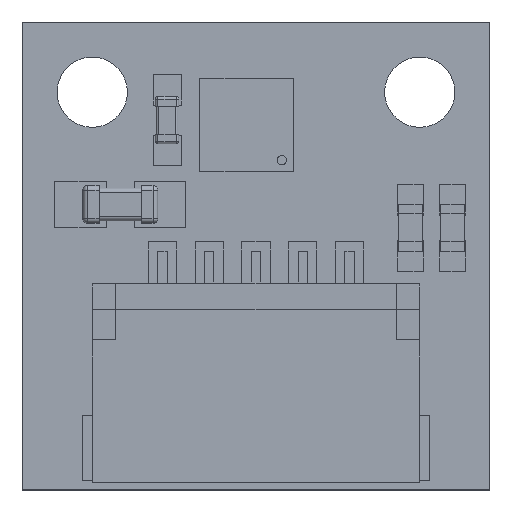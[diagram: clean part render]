
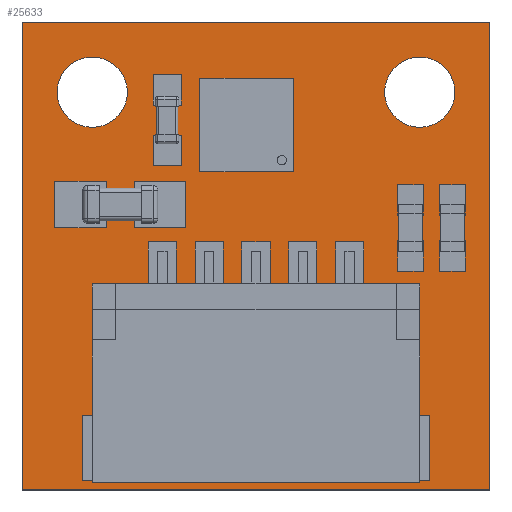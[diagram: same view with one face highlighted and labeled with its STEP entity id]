
A CAD part, top view. The second image highlights one B-rep face of the part: STEP entity #25633.
In plain terms, the highlighted planar face has unit normal (0, 0, 1).
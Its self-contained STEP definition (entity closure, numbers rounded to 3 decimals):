
#25157 = VERTEX_POINT('',#25158);
#25158 = CARTESIAN_POINT('',(15.,10.,0.6));
#25165 = PLANE('',#25166);
#25166 = AXIS2_PLACEMENT_3D('',#25167,#25168,#25169);
#25167 = CARTESIAN_POINT('',(15.,10.,0.));
#25168 = DIRECTION('',(0.,1.,0.));
#25169 = DIRECTION('',(1.,0.,0.));
#25177 = PLANE('',#25178);
#25178 = AXIS2_PLACEMENT_3D('',#25179,#25180,#25181);
#25179 = CARTESIAN_POINT('',(15.,20.,0.));
#25180 = DIRECTION('',(1.,0.,0.));
#25181 = DIRECTION('',(0.,-1.,0.));
#25189 = EDGE_CURVE('',#25157,#25190,#25192,.T.);
#25190 = VERTEX_POINT('',#25191);
#25191 = CARTESIAN_POINT('',(25.,10.,0.6));
#25192 = SURFACE_CURVE('',#25193,(#25197,#25204),.PCURVE_S1.);
#25193 = LINE('',#25194,#25195);
#25194 = CARTESIAN_POINT('',(15.,10.,0.6));
#25195 = VECTOR('',#25196,1.);
#25196 = DIRECTION('',(1.,0.,0.));
#25197 = PCURVE('',#25165,#25198);
#25198 = DEFINITIONAL_REPRESENTATION('',(#25199),#25203);
#25199 = LINE('',#25200,#25201);
#25200 = CARTESIAN_POINT('',(0.,-0.6));
#25201 = VECTOR('',#25202,1.);
#25202 = DIRECTION('',(1.,0.));
#25203 = ( GEOMETRIC_REPRESENTATION_CONTEXT(2) 
PARAMETRIC_REPRESENTATION_CONTEXT() REPRESENTATION_CONTEXT('2D SPACE',''
  ) );
#25204 = PCURVE('',#25205,#25210);
#25205 = PLANE('',#25206);
#25206 = AXIS2_PLACEMENT_3D('',#25207,#25208,#25209);
#25207 = CARTESIAN_POINT('',(20.,15.,0.6));
#25208 = DIRECTION('',(0.,0.,1.));
#25209 = DIRECTION('',(1.,0.,-0.));
#25210 = DEFINITIONAL_REPRESENTATION('',(#25211),#25215);
#25211 = LINE('',#25212,#25213);
#25212 = CARTESIAN_POINT('',(-5.,-5.));
#25213 = VECTOR('',#25214,1.);
#25214 = DIRECTION('',(1.,0.));
#25215 = ( GEOMETRIC_REPRESENTATION_CONTEXT(2) 
PARAMETRIC_REPRESENTATION_CONTEXT() REPRESENTATION_CONTEXT('2D SPACE',''
  ) );
#25233 = PLANE('',#25234);
#25234 = AXIS2_PLACEMENT_3D('',#25235,#25236,#25237);
#25235 = CARTESIAN_POINT('',(25.,10.,0.));
#25236 = DIRECTION('',(-1.,0.,0.));
#25237 = DIRECTION('',(0.,1.,0.));
#25277 = VERTEX_POINT('',#25278);
#25278 = CARTESIAN_POINT('',(15.,20.,0.6));
#25292 = PLANE('',#25293);
#25293 = AXIS2_PLACEMENT_3D('',#25294,#25295,#25296);
#25294 = CARTESIAN_POINT('',(25.,20.,0.));
#25295 = DIRECTION('',(0.,-1.,0.));
#25296 = DIRECTION('',(-1.,0.,0.));
#25304 = EDGE_CURVE('',#25277,#25157,#25305,.T.);
#25305 = SURFACE_CURVE('',#25306,(#25310,#25317),.PCURVE_S1.);
#25306 = LINE('',#25307,#25308);
#25307 = CARTESIAN_POINT('',(15.,20.,0.6));
#25308 = VECTOR('',#25309,1.);
#25309 = DIRECTION('',(0.,-1.,0.));
#25310 = PCURVE('',#25177,#25311);
#25311 = DEFINITIONAL_REPRESENTATION('',(#25312),#25316);
#25312 = LINE('',#25313,#25314);
#25313 = CARTESIAN_POINT('',(0.,-0.6));
#25314 = VECTOR('',#25315,1.);
#25315 = DIRECTION('',(1.,0.));
#25316 = ( GEOMETRIC_REPRESENTATION_CONTEXT(2) 
PARAMETRIC_REPRESENTATION_CONTEXT() REPRESENTATION_CONTEXT('2D SPACE',''
  ) );
#25317 = PCURVE('',#25205,#25318);
#25318 = DEFINITIONAL_REPRESENTATION('',(#25319),#25323);
#25319 = LINE('',#25320,#25321);
#25320 = CARTESIAN_POINT('',(-5.,5.));
#25321 = VECTOR('',#25322,1.);
#25322 = DIRECTION('',(0.,-1.));
#25323 = ( GEOMETRIC_REPRESENTATION_CONTEXT(2) 
PARAMETRIC_REPRESENTATION_CONTEXT() REPRESENTATION_CONTEXT('2D SPACE',''
  ) );
#25351 = EDGE_CURVE('',#25190,#25352,#25354,.T.);
#25352 = VERTEX_POINT('',#25353);
#25353 = CARTESIAN_POINT('',(25.,20.,0.6));
#25354 = SURFACE_CURVE('',#25355,(#25359,#25366),.PCURVE_S1.);
#25355 = LINE('',#25356,#25357);
#25356 = CARTESIAN_POINT('',(25.,10.,0.6));
#25357 = VECTOR('',#25358,1.);
#25358 = DIRECTION('',(0.,1.,0.));
#25359 = PCURVE('',#25233,#25360);
#25360 = DEFINITIONAL_REPRESENTATION('',(#25361),#25365);
#25361 = LINE('',#25362,#25363);
#25362 = CARTESIAN_POINT('',(0.,-0.6));
#25363 = VECTOR('',#25364,1.);
#25364 = DIRECTION('',(1.,0.));
#25365 = ( GEOMETRIC_REPRESENTATION_CONTEXT(2) 
PARAMETRIC_REPRESENTATION_CONTEXT() REPRESENTATION_CONTEXT('2D SPACE',''
  ) );
#25366 = PCURVE('',#25205,#25367);
#25367 = DEFINITIONAL_REPRESENTATION('',(#25368),#25372);
#25368 = LINE('',#25369,#25370);
#25369 = CARTESIAN_POINT('',(5.,-5.));
#25370 = VECTOR('',#25371,1.);
#25371 = DIRECTION('',(0.,1.));
#25372 = ( GEOMETRIC_REPRESENTATION_CONTEXT(2) 
PARAMETRIC_REPRESENTATION_CONTEXT() REPRESENTATION_CONTEXT('2D SPACE',''
  ) );
#25422 = EDGE_CURVE('',#25352,#25277,#25423,.T.);
#25423 = SURFACE_CURVE('',#25424,(#25428,#25435),.PCURVE_S1.);
#25424 = LINE('',#25425,#25426);
#25425 = CARTESIAN_POINT('',(25.,20.,0.6));
#25426 = VECTOR('',#25427,1.);
#25427 = DIRECTION('',(-1.,0.,0.));
#25428 = PCURVE('',#25292,#25429);
#25429 = DEFINITIONAL_REPRESENTATION('',(#25430),#25434);
#25430 = LINE('',#25431,#25432);
#25431 = CARTESIAN_POINT('',(0.,-0.6));
#25432 = VECTOR('',#25433,1.);
#25433 = DIRECTION('',(1.,0.));
#25434 = ( GEOMETRIC_REPRESENTATION_CONTEXT(2) 
PARAMETRIC_REPRESENTATION_CONTEXT() REPRESENTATION_CONTEXT('2D SPACE',''
  ) );
#25435 = PCURVE('',#25205,#25436);
#25436 = DEFINITIONAL_REPRESENTATION('',(#25437),#25441);
#25437 = LINE('',#25438,#25439);
#25438 = CARTESIAN_POINT('',(5.,5.));
#25439 = VECTOR('',#25440,1.);
#25440 = DIRECTION('',(-1.,0.));
#25441 = ( GEOMETRIC_REPRESENTATION_CONTEXT(2) 
PARAMETRIC_REPRESENTATION_CONTEXT() REPRESENTATION_CONTEXT('2D SPACE',''
  ) );
#25478 = CYLINDRICAL_SURFACE('',#25479,0.751);
#25479 = AXIS2_PLACEMENT_3D('',#25480,#25481,#25482);
#25480 = CARTESIAN_POINT('',(16.5,18.5,0.));
#25481 = DIRECTION('',(-0.,-0.,-1.));
#25482 = DIRECTION('',(1.,0.,0.));
#25498 = VERTEX_POINT('',#25499);
#25499 = CARTESIAN_POINT('',(17.251,18.5,0.6));
#25520 = EDGE_CURVE('',#25498,#25498,#25521,.T.);
#25521 = SURFACE_CURVE('',#25522,(#25527,#25534),.PCURVE_S1.);
#25522 = CIRCLE('',#25523,0.751);
#25523 = AXIS2_PLACEMENT_3D('',#25524,#25525,#25526);
#25524 = CARTESIAN_POINT('',(16.5,18.5,0.6));
#25525 = DIRECTION('',(0.,0.,1.));
#25526 = DIRECTION('',(1.,0.,-0.));
#25527 = PCURVE('',#25478,#25528);
#25528 = DEFINITIONAL_REPRESENTATION('',(#25529),#25533);
#25529 = LINE('',#25530,#25531);
#25530 = CARTESIAN_POINT('',(6.283,-0.6));
#25531 = VECTOR('',#25532,1.);
#25532 = DIRECTION('',(-1.,0.));
#25533 = ( GEOMETRIC_REPRESENTATION_CONTEXT(2) 
PARAMETRIC_REPRESENTATION_CONTEXT() REPRESENTATION_CONTEXT('2D SPACE',''
  ) );
#25534 = PCURVE('',#25205,#25535);
#25535 = DEFINITIONAL_REPRESENTATION('',(#25536),#25540);
#25536 = CIRCLE('',#25537,0.751);
#25537 = AXIS2_PLACEMENT_2D('',#25538,#25539);
#25538 = CARTESIAN_POINT('',(-3.5,3.5));
#25539 = DIRECTION('',(1.,0.));
#25540 = ( GEOMETRIC_REPRESENTATION_CONTEXT(2) 
PARAMETRIC_REPRESENTATION_CONTEXT() REPRESENTATION_CONTEXT('2D SPACE',''
  ) );
#25556 = CYLINDRICAL_SURFACE('',#25557,0.751);
#25557 = AXIS2_PLACEMENT_3D('',#25558,#25559,#25560);
#25558 = CARTESIAN_POINT('',(23.5,18.5,0.));
#25559 = DIRECTION('',(-0.,-0.,-1.));
#25560 = DIRECTION('',(1.,0.,0.));
#25576 = VERTEX_POINT('',#25577);
#25577 = CARTESIAN_POINT('',(24.251,18.5,0.6));
#25598 = EDGE_CURVE('',#25576,#25576,#25599,.T.);
#25599 = SURFACE_CURVE('',#25600,(#25605,#25612),.PCURVE_S1.);
#25600 = CIRCLE('',#25601,0.751);
#25601 = AXIS2_PLACEMENT_3D('',#25602,#25603,#25604);
#25602 = CARTESIAN_POINT('',(23.5,18.5,0.6));
#25603 = DIRECTION('',(0.,0.,1.));
#25604 = DIRECTION('',(1.,0.,-0.));
#25605 = PCURVE('',#25556,#25606);
#25606 = DEFINITIONAL_REPRESENTATION('',(#25607),#25611);
#25607 = LINE('',#25608,#25609);
#25608 = CARTESIAN_POINT('',(6.283,-0.6));
#25609 = VECTOR('',#25610,1.);
#25610 = DIRECTION('',(-1.,0.));
#25611 = ( GEOMETRIC_REPRESENTATION_CONTEXT(2) 
PARAMETRIC_REPRESENTATION_CONTEXT() REPRESENTATION_CONTEXT('2D SPACE',''
  ) );
#25612 = PCURVE('',#25205,#25613);
#25613 = DEFINITIONAL_REPRESENTATION('',(#25614),#25618);
#25614 = CIRCLE('',#25615,0.751);
#25615 = AXIS2_PLACEMENT_2D('',#25616,#25617);
#25616 = CARTESIAN_POINT('',(3.5,3.5));
#25617 = DIRECTION('',(1.,0.));
#25618 = ( GEOMETRIC_REPRESENTATION_CONTEXT(2) 
PARAMETRIC_REPRESENTATION_CONTEXT() REPRESENTATION_CONTEXT('2D SPACE',''
  ) );
#25633 = ADVANCED_FACE('',(#25634,#25640,#25643),#25205,.T.);
#25634 = FACE_BOUND('',#25635,.T.);
#25635 = EDGE_LOOP('',(#25636,#25637,#25638,#25639));
#25636 = ORIENTED_EDGE('',*,*,#25189,.T.);
#25637 = ORIENTED_EDGE('',*,*,#25351,.T.);
#25638 = ORIENTED_EDGE('',*,*,#25422,.T.);
#25639 = ORIENTED_EDGE('',*,*,#25304,.T.);
#25640 = FACE_BOUND('',#25641,.T.);
#25641 = EDGE_LOOP('',(#25642));
#25642 = ORIENTED_EDGE('',*,*,#25520,.F.);
#25643 = FACE_BOUND('',#25644,.T.);
#25644 = EDGE_LOOP('',(#25645));
#25645 = ORIENTED_EDGE('',*,*,#25598,.F.);
